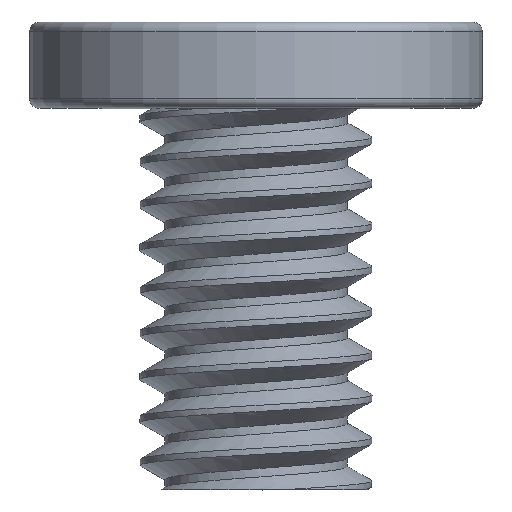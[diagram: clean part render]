
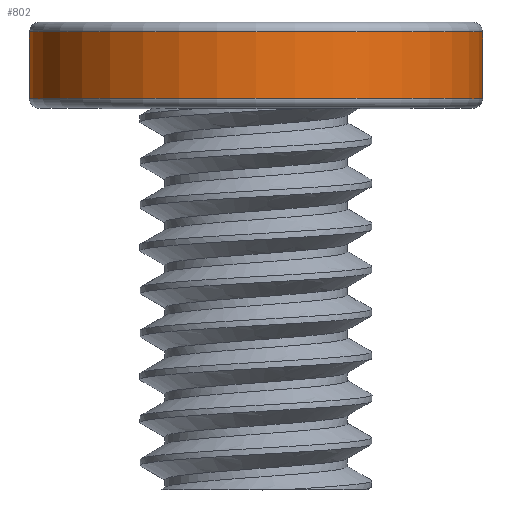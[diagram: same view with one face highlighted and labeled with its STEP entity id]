
A CAD part, top view. The second image highlights one B-rep face of the part: STEP entity #802.
In plain terms, the highlighted cylindrical face has radius 2.375 mm (diameter 4.75 mm), a full revolution.
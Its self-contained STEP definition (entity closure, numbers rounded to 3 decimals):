
#64=FACE_OUTER_BOUND('',#109,.T.);
#109=EDGE_LOOP('',(#589,#590,#591,#592,#593,#594));
#141=CIRCLE('',#865,2.375);
#142=CIRCLE('',#866,2.375);
#143=CIRCLE('',#868,2.375);
#144=CIRCLE('',#869,2.375);
#215=LINE('',#1743,#270);
#270=VECTOR('',#981,2.375);
#348=VERTEX_POINT('',#1736);
#349=VERTEX_POINT('',#1738);
#350=VERTEX_POINT('',#1742);
#351=VERTEX_POINT('',#1744);
#447=EDGE_CURVE('',#348,#349,#141,.T.);
#448=EDGE_CURVE('',#349,#348,#142,.T.);
#449=EDGE_CURVE('',#349,#350,#215,.T.);
#450=EDGE_CURVE('',#351,#350,#143,.T.);
#451=EDGE_CURVE('',#350,#351,#144,.T.);
#589=ORIENTED_EDGE('',*,*,#448,.F.);
#590=ORIENTED_EDGE('',*,*,#449,.T.);
#591=ORIENTED_EDGE('',*,*,#450,.F.);
#592=ORIENTED_EDGE('',*,*,#451,.F.);
#593=ORIENTED_EDGE('',*,*,#449,.F.);
#594=ORIENTED_EDGE('',*,*,#447,.F.);
#776=CYLINDRICAL_SURFACE('',#867,2.375);
#802=ADVANCED_FACE('',(#64),#776,.T.);
#865=AXIS2_PLACEMENT_3D('',#1739,#975,#976);
#866=AXIS2_PLACEMENT_3D('',#1740,#977,#978);
#867=AXIS2_PLACEMENT_3D('',#1741,#979,#980);
#868=AXIS2_PLACEMENT_3D('',#1745,#982,#983);
#869=AXIS2_PLACEMENT_3D('',#1746,#984,#985);
#975=DIRECTION('center_axis',(0.,1.,0.));
#976=DIRECTION('ref_axis',(1.,0.,0.));
#977=DIRECTION('center_axis',(0.,1.,0.));
#978=DIRECTION('ref_axis',(1.,0.,0.));
#979=DIRECTION('center_axis',(0.,1.,0.));
#980=DIRECTION('ref_axis',(1.,0.,0.));
#981=DIRECTION('',(0.,-1.,0.));
#982=DIRECTION('center_axis',(0.,-1.,0.));
#983=DIRECTION('ref_axis',(1.,0.,0.));
#984=DIRECTION('center_axis',(0.,-1.,0.));
#985=DIRECTION('ref_axis',(1.,0.,0.));
#1736=CARTESIAN_POINT('',(0.,0.8,-2.375));
#1738=CARTESIAN_POINT('',(-2.375,0.8,0.));
#1739=CARTESIAN_POINT('Origin',(0.,0.8,0.));
#1740=CARTESIAN_POINT('Origin',(0.,0.8,0.));
#1741=CARTESIAN_POINT('Origin',(0.,0.,0.));
#1742=CARTESIAN_POINT('',(-2.375,0.1,0.));
#1743=CARTESIAN_POINT('',(-2.375,0.,0.));
#1744=CARTESIAN_POINT('',(0.,0.1,-2.375));
#1745=CARTESIAN_POINT('Origin',(0.,0.1,0.));
#1746=CARTESIAN_POINT('Origin',(0.,0.1,0.));
